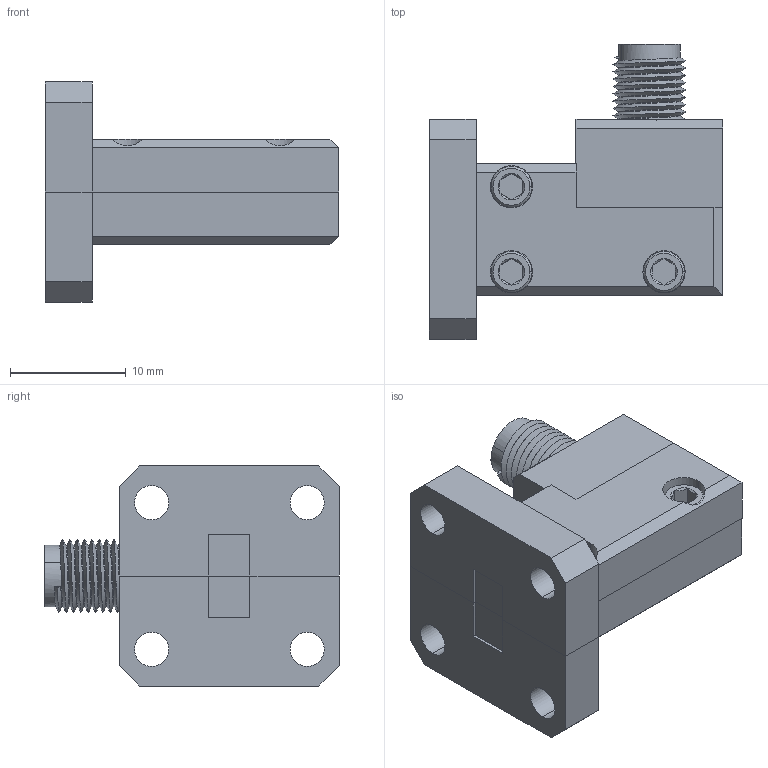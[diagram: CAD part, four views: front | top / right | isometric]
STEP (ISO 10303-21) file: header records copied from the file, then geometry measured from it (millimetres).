
FILE_DESCRIPTION (( 'STEP AP203' ), '1' );
FILE_NAME ('SFD-273403-28SF-N1.STEP', '2018-10-08T23:34:56', ( '' ), ( '' ), 'SwSTEP 2.0', 'SolidWorks 2016', '' );
FILE_SCHEMA (( 'CONFIG_CONTROL_DESIGN' ));
Length unit declared in the file: inch
Products named in the file (1): SFD-273403-28SF-N1
Bounding box: 25.4 x 25.53 x 19.05 mm (x, y, z)
Surface area: 2677.3 mm2 (no closed solid volume)
Topology: 0 solids, 7 shells, 164 faces, 440 edges, 281 vertices
Faces by surface type: plane 78, cylinder 48, cone 36, bspline 2
Entity records: 6341 total; most frequent: CARTESIAN_POINT 2405, ORIENTED_EDGE 801, DIRECTION 758, EDGE_CURVE 440, VERTEX_POINT 281, AXIS2_PLACEMENT_3D 255, VECTOR 248, LINE 248
